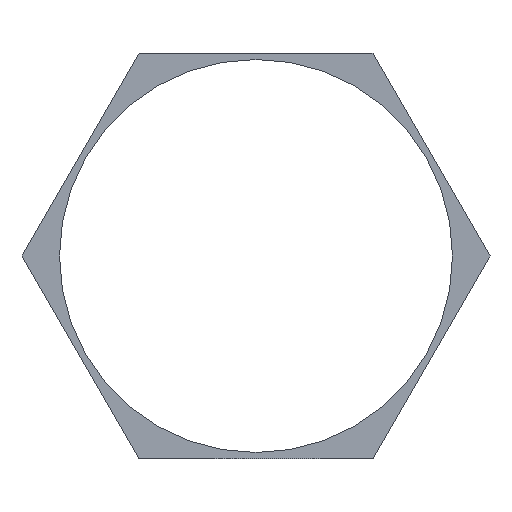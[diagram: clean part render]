
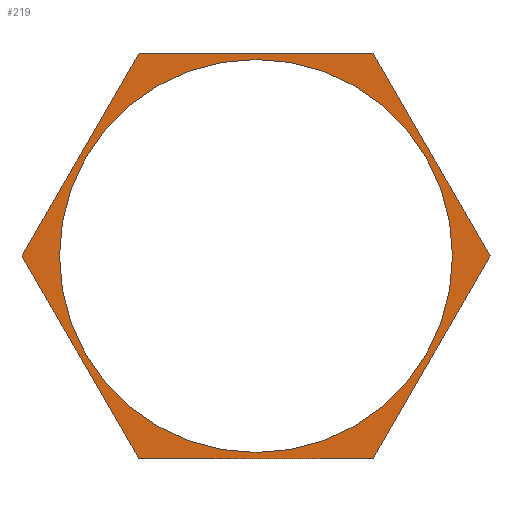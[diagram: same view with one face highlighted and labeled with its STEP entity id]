
A CAD part, front view. The second image highlights one B-rep face of the part: STEP entity #219.
In plain terms, the highlighted planar face has unit normal (0, -1, 0).
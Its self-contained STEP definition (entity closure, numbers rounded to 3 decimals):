
#4 = EDGE_LOOP ( 'NONE', ( #8, #260, #232, #350, #197, #64 ) ) ;
#8 = ORIENTED_EDGE ( 'NONE', *, *, #59, .F. ) ;
#18 = CARTESIAN_POINT ( 'NONE',  ( 3.811, 0., 0. ) ) ;
#24 = VECTOR ( 'NONE', #45, 1000. ) ;
#30 = CARTESIAN_POINT ( 'NONE',  ( 1.905, 0., -3.3 ) ) ;
#37 = DIRECTION ( 'NONE',  ( 0., 1., 0. ) ) ;
#38 = VECTOR ( 'NONE', #305, 1000. ) ;
#45 = DIRECTION ( 'NONE',  ( -1., 0., 0. ) ) ;
#48 = DIRECTION ( 'NONE',  ( -0.5, 0., 0.866 ) ) ;
#59 = EDGE_CURVE ( 'NONE', #148, #164, #95, .T. ) ;
#61 = CIRCLE ( 'NONE', #327, 3.2 ) ;
#62 = VECTOR ( 'NONE', #48, 1000. ) ;
#64 = ORIENTED_EDGE ( 'NONE', *, *, #354, .F. ) ;
#79 = VECTOR ( 'NONE', #313, 1000. ) ;
#80 = VERTEX_POINT ( 'NONE', #156 ) ;
#91 = VERTEX_POINT ( 'NONE', #342 ) ;
#94 = DIRECTION ( 'NONE',  ( 0., 0., 1. ) ) ;
#95 = LINE ( 'NONE', #210, #255 ) ;
#97 = LINE ( 'NONE', #310, #24 ) ;
#105 = DIRECTION ( 'NONE',  ( -0.5, 0., -0.866 ) ) ;
#110 = VERTEX_POINT ( 'NONE', #127 ) ;
#122 = CARTESIAN_POINT ( 'NONE',  ( -1.905, 0., -3.3 ) ) ;
#127 = CARTESIAN_POINT ( 'NONE',  ( 0., 0., 3.2 ) ) ;
#133 = CARTESIAN_POINT ( 'NONE',  ( -3.811, 0., 0. ) ) ;
#135 = DIRECTION ( 'NONE',  ( 0.5, 0., -0.866 ) ) ;
#148 = VERTEX_POINT ( 'NONE', #189 ) ;
#152 = EDGE_CURVE ( 'NONE', #274, #303, #97, .T. ) ;
#156 = CARTESIAN_POINT ( 'NONE',  ( -3.811, 0., 0. ) ) ;
#158 = CARTESIAN_POINT ( 'NONE',  ( -1.905, 0., 3.3 ) ) ;
#163 = CARTESIAN_POINT ( 'NONE',  ( 0., 0., 0. ) ) ;
#164 = VERTEX_POINT ( 'NONE', #214 ) ;
#166 = AXIS2_PLACEMENT_3D ( 'NONE', #304, #37, #334 ) ;
#178 = EDGE_LOOP ( 'NONE', ( #312, #376 ) ) ;
#181 = FACE_BOUND ( 'NONE', #178, .T. ) ;
#189 = CARTESIAN_POINT ( 'NONE',  ( 1.905, 0., 3.3 ) ) ;
#191 = DIRECTION ( 'NONE',  ( 0., 1., 0. ) ) ;
#193 = EDGE_CURVE ( 'NONE', #80, #234, #242, .T. ) ;
#196 = CARTESIAN_POINT ( 'NONE',  ( -1.905, 0., -3.3 ) ) ;
#197 = ORIENTED_EDGE ( 'NONE', *, *, #152, .F. ) ;
#210 = CARTESIAN_POINT ( 'NONE',  ( 1.905, 0., 3.3 ) ) ;
#212 = LINE ( 'NONE', #18, #301 ) ;
#214 = CARTESIAN_POINT ( 'NONE',  ( 3.811, 0., 0. ) ) ;
#215 = PLANE ( 'NONE',  #166 ) ;
#219 = ADVANCED_FACE ( 'NONE', ( #244, #181 ), #215, .F. ) ;
#229 = LINE ( 'NONE', #158, #79 ) ;
#232 = ORIENTED_EDGE ( 'NONE', *, *, #193, .F. ) ;
#234 = VERTEX_POINT ( 'NONE', #306 ) ;
#237 = CARTESIAN_POINT ( 'NONE',  ( 0., 0., 0. ) ) ;
#242 = LINE ( 'NONE', #133, #38 ) ;
#244 = FACE_OUTER_BOUND ( 'NONE', #4, .T. ) ;
#255 = VECTOR ( 'NONE', #135, 1000. ) ;
#257 = LINE ( 'NONE', #196, #62 ) ;
#260 = ORIENTED_EDGE ( 'NONE', *, *, #333, .F. ) ;
#274 = VERTEX_POINT ( 'NONE', #30 ) ;
#290 = EDGE_CURVE ( 'NONE', #91, #110, #61, .T. ) ;
#301 = VECTOR ( 'NONE', #105, 1000. ) ;
#303 = VERTEX_POINT ( 'NONE', #122 ) ;
#304 = CARTESIAN_POINT ( 'NONE',  ( 0., 0., 0. ) ) ;
#305 = DIRECTION ( 'NONE',  ( 0.5, 0., 0.866 ) ) ;
#306 = CARTESIAN_POINT ( 'NONE',  ( -1.905, 0., 3.3 ) ) ;
#310 = CARTESIAN_POINT ( 'NONE',  ( 1.905, 0., -3.3 ) ) ;
#311 = DIRECTION ( 'NONE',  ( 0., 0., 1. ) ) ;
#312 = ORIENTED_EDGE ( 'NONE', *, *, #290, .T. ) ;
#313 = DIRECTION ( 'NONE',  ( 1., 0., 0. ) ) ;
#314 = AXIS2_PLACEMENT_3D ( 'NONE', #163, #191, #311 ) ;
#315 = EDGE_CURVE ( 'NONE', #303, #80, #257, .T. ) ;
#327 = AXIS2_PLACEMENT_3D ( 'NONE', #237, #356, #94 ) ;
#333 = EDGE_CURVE ( 'NONE', #234, #148, #229, .T. ) ;
#334 = DIRECTION ( 'NONE',  ( 0., 0., 1. ) ) ;
#342 = CARTESIAN_POINT ( 'NONE',  ( 0., 0., -3.2 ) ) ;
#350 = ORIENTED_EDGE ( 'NONE', *, *, #315, .F. ) ;
#354 = EDGE_CURVE ( 'NONE', #164, #274, #212, .T. ) ;
#356 = DIRECTION ( 'NONE',  ( 0., 1., 0. ) ) ;
#368 = EDGE_CURVE ( 'NONE', #110, #91, #369, .T. ) ;
#369 = CIRCLE ( 'NONE', #314, 3.2 ) ;
#376 = ORIENTED_EDGE ( 'NONE', *, *, #368, .T. ) ;
